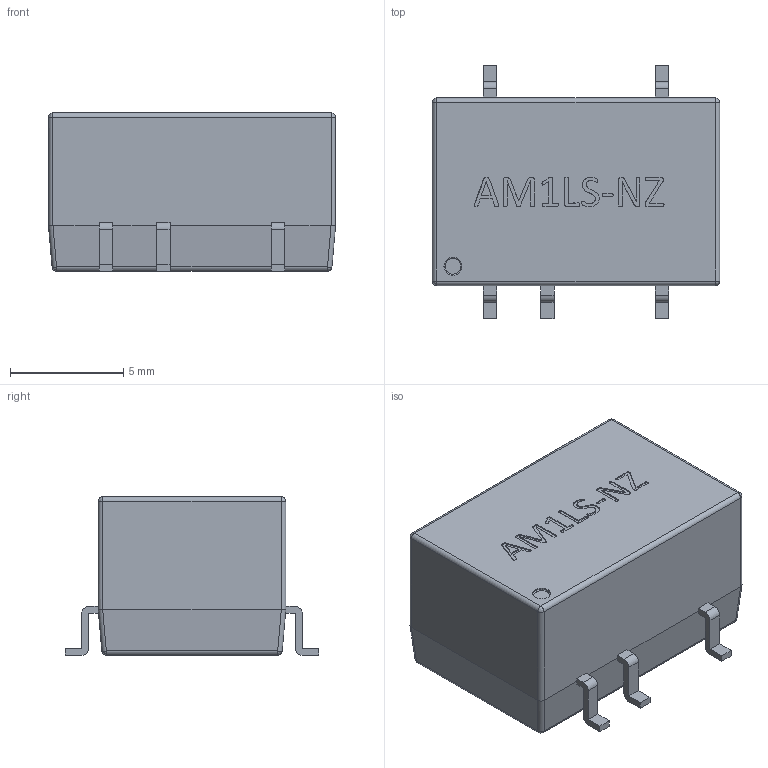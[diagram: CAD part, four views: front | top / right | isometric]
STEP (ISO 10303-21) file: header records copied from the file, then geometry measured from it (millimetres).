
FILE_DESCRIPTION (( 'STEP AP214' ), '1' );
FILE_NAME ('A3E68F70-AC3C-49A6-984D-848D5213EDD2.STEP', '2022-11-08T10:10:34', ( '' ), ( '' ), 'SwSTEP 2.0', 'SolidWorks 2022', '' );
FILE_SCHEMA (( 'AUTOMOTIVE_DESIGN' ));
Length unit declared in the file: millimetre
Products named in the file (1): A3E68F70-AC3C-49A6-984D-848D5213EDD2
Bounding box: 12.7 x 11.2 x 7 mm (x, y, z)
Volume: 732.4 mm3; surface area: 519.5 mm2
Topology: 1 solids, 1 shells, 180 faces, 454 edges, 282 vertices
Faces by surface type: plane 82, bspline 70, cylinder 28
Entity records: 7705 total; most frequent: CARTESIAN_POINT 2728, ORIENTED_EDGE 900, DIRECTION 596, EDGE_CURVE 450, VERTEX_POINT 282, VECTOR 274, LINE 274, EDGE_LOOP 190
